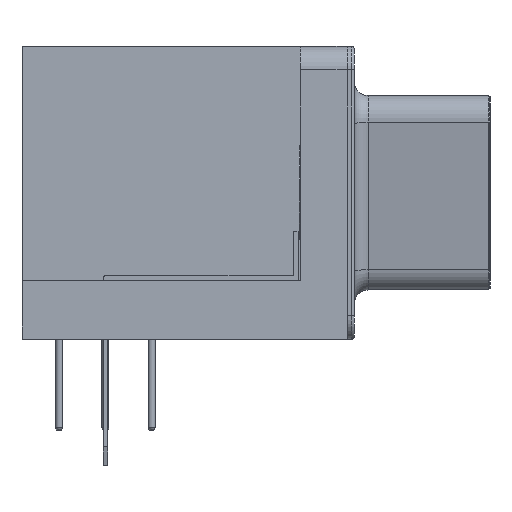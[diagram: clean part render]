
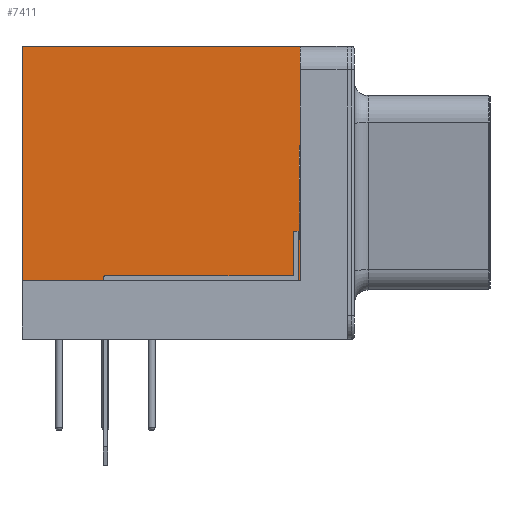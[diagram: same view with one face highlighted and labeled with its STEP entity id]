
A CAD part, left-side view. The second image highlights one B-rep face of the part: STEP entity #7411.
In plain terms, the highlighted planar face has unit normal (-1, 0, 0).
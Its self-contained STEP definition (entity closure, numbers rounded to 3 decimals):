
#5775 = VERTEX_POINT('',#5776);
#5776 = CARTESIAN_POINT('',(-5.593,1.58,12.5));
#5782 = EDGE_CURVE('',#5783,#5775,#5785,.T.);
#5783 = VERTEX_POINT('',#5784);
#5784 = CARTESIAN_POINT('',(-5.593,-10.31,12.5));
#5785 = LINE('',#5786,#5787);
#5786 = CARTESIAN_POINT('',(-5.593,-11.31,12.5));
#5787 = VECTOR('',#5788,1.);
#5788 = DIRECTION('',(0.,1.,0.));
#5879 = EDGE_CURVE('',#5880,#5775,#5882,.T.);
#5880 = VERTEX_POINT('',#5881);
#5881 = CARTESIAN_POINT('',(-5.593,1.58,2.5));
#5882 = LINE('',#5883,#5884);
#5883 = CARTESIAN_POINT('',(-5.593,1.58,4.375));
#5884 = VECTOR('',#5885,1.);
#5885 = DIRECTION('',(0.,0.,1.));
#7323 = VERTEX_POINT('',#7324);
#7324 = CARTESIAN_POINT('',(-5.593,-10.31,2.5));
#7330 = EDGE_CURVE('',#7323,#5783,#7331,.T.);
#7331 = LINE('',#7332,#7333);
#7332 = CARTESIAN_POINT('',(-5.593,-10.31,2.5));
#7333 = VECTOR('',#7334,1.);
#7334 = DIRECTION('',(0.,0.,1.));
#7360 = EDGE_CURVE('',#7323,#5880,#7361,.T.);
#7361 = LINE('',#7362,#7363);
#7362 = CARTESIAN_POINT('',(-5.593,-10.31,2.5));
#7363 = VECTOR('',#7364,1.);
#7364 = DIRECTION('',(0.,1.,0.));
#7411 = ADVANCED_FACE('',(#7412),#7418,.F.);
#7412 = FACE_BOUND('',#7413,.F.);
#7413 = EDGE_LOOP('',(#7414,#7415,#7416,#7417));
#7414 = ORIENTED_EDGE('',*,*,#7330,.F.);
#7415 = ORIENTED_EDGE('',*,*,#7360,.T.);
#7416 = ORIENTED_EDGE('',*,*,#5879,.T.);
#7417 = ORIENTED_EDGE('',*,*,#5782,.F.);
#7418 = PLANE('',#7419);
#7419 = AXIS2_PLACEMENT_3D('',#7420,#7421,#7422);
#7420 = CARTESIAN_POINT('',(-5.593,-10.31,2.5));
#7421 = DIRECTION('',(1.,0.,0.));
#7422 = DIRECTION('',(0.,0.,1.));
